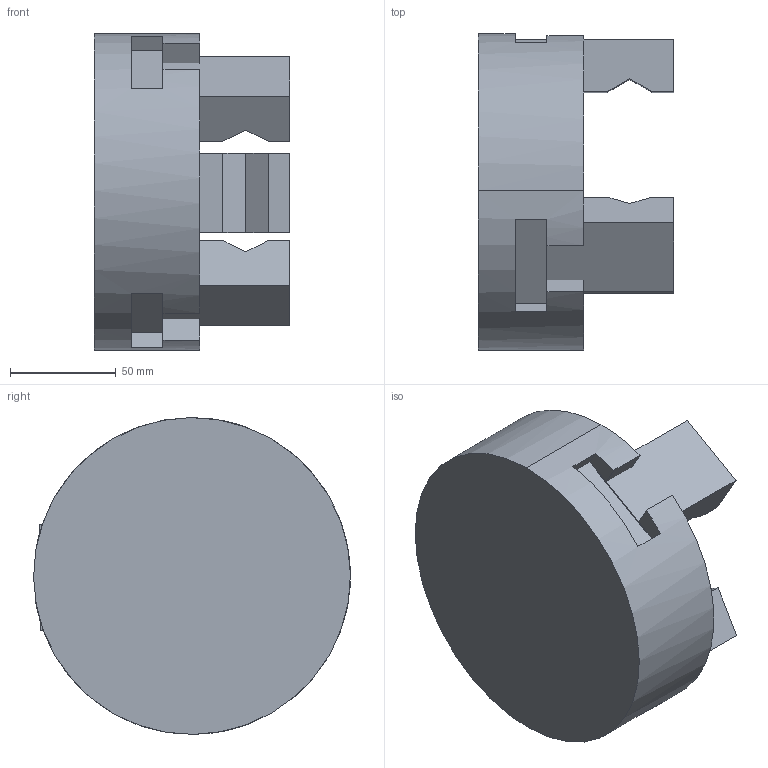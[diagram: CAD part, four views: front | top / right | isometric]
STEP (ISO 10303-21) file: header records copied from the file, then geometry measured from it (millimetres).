
FILE_DESCRIPTION((''),'2;1');
FILE_NAME('GRIPPER_ASM','2020-02-12T12:31:46',('solet'),(''),'CREO PARAMETRIC BY PTC INC, 2019224','CREO PARAMETRIC BY PTC INC, 2019224','');
FILE_SCHEMA(('CONFIG_CONTROL_DESIGN'));
Products named in the file (6): GRIPPERBASE_V4_1; GRIPPERBASE_V4_ASM; GRIPPER_V3; PRT0005; PRT0008; GRIPPER_ASM
Assembly tree (5 placements, depth 3):
  GRIPPER_ASM
    GRIPPERBASE_V4_ASM
      GRIPPERBASE_V4_1
    GRIPPER_V3
    PRT0005
    PRT0008
Bounding box: 92.5 x 149.99 x 149.99 mm (x, y, z)
Volume: 969317.4 mm3; surface area: 107555.4 mm2
Topology: 4 solids, 4 shells, 70 faces, 177 edges, 118 vertices
Faces by surface type: plane 68, cylinder 2
Entity records: 2234 total; most frequent: CARTESIAN_POINT 377, DIRECTION 357, ORIENTED_EDGE 354, EDGE_CURVE 177, VECTOR 161, LINE 161, VERTEX_POINT 118, AXIS2_PLACEMENT_3D 98
